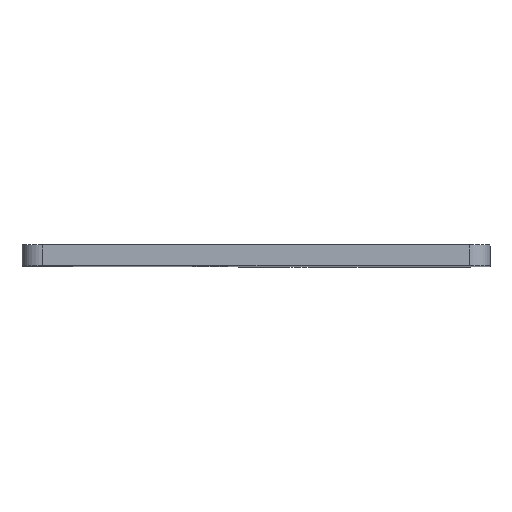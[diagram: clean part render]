
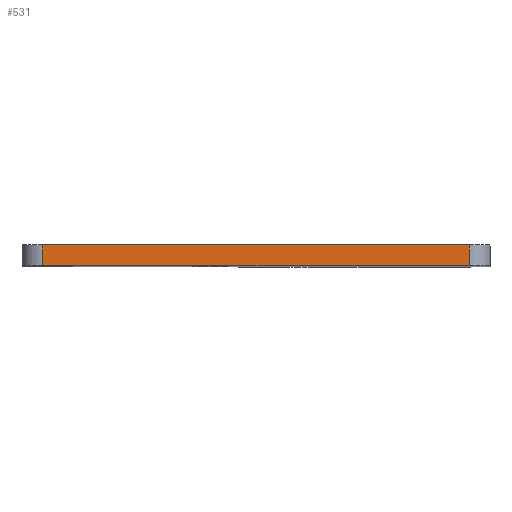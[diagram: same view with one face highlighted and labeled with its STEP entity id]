
A CAD part, top view. The second image highlights one B-rep face of the part: STEP entity #531.
In plain terms, the highlighted planar face has unit normal (0, 0, 1).
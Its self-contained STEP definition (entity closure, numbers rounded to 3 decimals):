
#24 = LINE ( 'NONE', #672, #338 ) ;
#44 = LINE ( 'NONE', #691, #116 ) ;
#45 = ORIENTED_EDGE ( 'NONE', *, *, #368, .T. ) ;
#84 = CARTESIAN_POINT ( 'NONE',  ( 2., 0., 13. ) ) ;
#116 = VECTOR ( 'NONE', #209, 1000. ) ;
#117 = AXIS2_PLACEMENT_3D ( 'NONE', #84, #140, #322 ) ;
#140 = DIRECTION ( 'NONE',  ( 0., 0., 1. ) ) ;
#144 = EDGE_CURVE ( 'NONE', #264, #465, #24, .T. ) ;
#165 = VERTEX_POINT ( 'NONE', #473 ) ;
#189 = EDGE_CURVE ( 'NONE', #165, #465, #44, .T. ) ;
#198 = CARTESIAN_POINT ( 'NONE',  ( 55.5, 0., 13. ) ) ;
#209 = DIRECTION ( 'NONE',  ( 1., 0., 0. ) ) ;
#226 = CARTESIAN_POINT ( 'NONE',  ( 2., 0., 13. ) ) ;
#246 = DIRECTION ( 'NONE',  ( 0., 1., 0. ) ) ;
#250 = VECTOR ( 'NONE', #538, 1000. ) ;
#264 = VERTEX_POINT ( 'NONE', #198 ) ;
#266 = DIRECTION ( 'NONE',  ( 0., -1., 0. ) ) ;
#304 = ORIENTED_EDGE ( 'NONE', *, *, #189, .F. ) ;
#322 = DIRECTION ( 'NONE',  ( 1., 0., 0. ) ) ;
#325 = EDGE_CURVE ( 'NONE', #165, #521, #380, .T. ) ;
#338 = VECTOR ( 'NONE', #246, 1000. ) ;
#368 = EDGE_CURVE ( 'NONE', #521, #264, #435, .T. ) ;
#373 = PLANE ( 'NONE',  #117 ) ;
#380 = LINE ( 'NONE', #595, #426 ) ;
#396 = CARTESIAN_POINT ( 'NONE',  ( 55.5, 2.5, 13. ) ) ;
#417 = FACE_OUTER_BOUND ( 'NONE', #464, .T. ) ;
#419 = ORIENTED_EDGE ( 'NONE', *, *, #325, .T. ) ;
#426 = VECTOR ( 'NONE', #266, 1000. ) ;
#435 = LINE ( 'NONE', #226, #250 ) ;
#464 = EDGE_LOOP ( 'NONE', ( #304, #419, #45, #515 ) ) ;
#465 = VERTEX_POINT ( 'NONE', #396 ) ;
#472 = CARTESIAN_POINT ( 'NONE',  ( 4.5, 0., 13. ) ) ;
#473 = CARTESIAN_POINT ( 'NONE',  ( 4.5, 2.5, 13. ) ) ;
#515 = ORIENTED_EDGE ( 'NONE', *, *, #144, .T. ) ;
#521 = VERTEX_POINT ( 'NONE', #472 ) ;
#531 = ADVANCED_FACE ( 'NONE', ( #417 ), #373, .T. ) ;
#538 = DIRECTION ( 'NONE',  ( 1., 0., 0. ) ) ;
#595 = CARTESIAN_POINT ( 'NONE',  ( 4.5, 0., 13. ) ) ;
#672 = CARTESIAN_POINT ( 'NONE',  ( 55.5, 0., 13. ) ) ;
#691 = CARTESIAN_POINT ( 'NONE',  ( 2., 2.5, 13. ) ) ;
